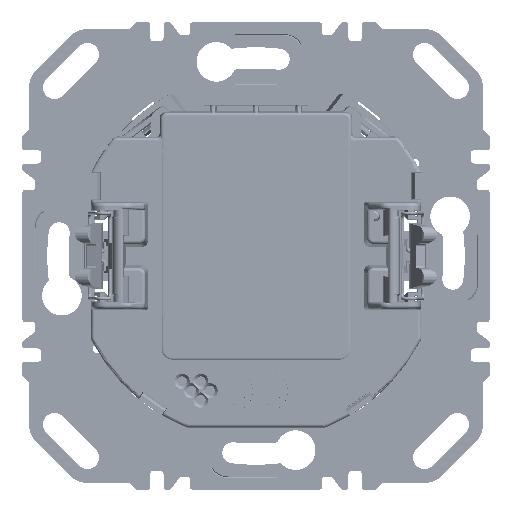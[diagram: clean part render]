
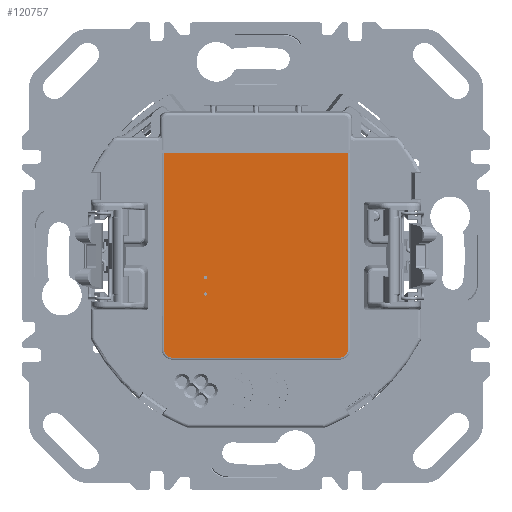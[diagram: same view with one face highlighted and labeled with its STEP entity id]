
A CAD part, front view. The second image highlights one B-rep face of the part: STEP entity #120757.
In plain terms, the highlighted face is planar.
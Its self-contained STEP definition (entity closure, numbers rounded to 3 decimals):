
#106903=DIRECTION('',(-1.,0.,0.));
#106904=VECTOR('',#106903,27.992);
#106905=CARTESIAN_POINT('',(13.996,-15.548,-1.4));
#106906=LINE('122098',#106905,#106904);
#106907=DIRECTION('',(0.,-1.,0.));
#106908=VECTOR('',#106907,29.548);
#106909=CARTESIAN_POINT('',(13.996,14.,-1.4));
#106910=LINE('122105',#106909,#106908);
#106911=CARTESIAN_POINT('',(12.6,14.,-1.4));
#106912=DIRECTION('',(0.,0.,-1.));
#106913=DIRECTION('',(0.,1.,0.));
#106914=AXIS2_PLACEMENT_3D('',#106911,#106912,#106913);
#106916=DIRECTION('',(1.,0.,0.));
#106917=VECTOR('',#106916,25.2);
#106918=CARTESIAN_POINT('',(-12.6,15.396,-1.4));
#106919=LINE('121540',#106918,#106917);
#106920=CARTESIAN_POINT('',(-12.6,14.,-1.4));
#106921=DIRECTION('',(0.,0.,-1.));
#106922=DIRECTION('',(-1.,0.,0.));
#106923=AXIS2_PLACEMENT_3D('',#106920,#106921,#106922);
#106925=DIRECTION('',(0.,1.,0.));
#106926=VECTOR('',#106925,29.548);
#106927=CARTESIAN_POINT('',(-13.996,-15.548,-1.4));
#106928=LINE('122104',#106927,#106926);
#118253=CARTESIAN_POINT('',(-13.996,14.,-1.4));
#118254=CARTESIAN_POINT('',(-12.6,15.396,-1.4));
#118255=VERTEX_POINT('',#118253);
#118256=VERTEX_POINT('',#118254);
#118257=CARTESIAN_POINT('',(12.6,15.396,-1.4));
#118258=VERTEX_POINT('',#118257);
#118259=CARTESIAN_POINT('',(13.996,14.,-1.4));
#118260=VERTEX_POINT('',#118259);
#118265=CARTESIAN_POINT('',(13.996,-15.548,-1.4));
#118266=CARTESIAN_POINT('',(-13.996,-15.548,-1.4));
#118267=VERTEX_POINT('',#118265);
#118268=VERTEX_POINT('',#118266);
#120739=CARTESIAN_POINT('',(14.6,-21.8,-1.4));
#120740=DIRECTION('',(0.,0.,-1.));
#120741=DIRECTION('',(-1.,0.,0.));
#120742=AXIS2_PLACEMENT_3D('',#120739,#120740,#120741);
#120743=PLANE('119251',#120742);
#120745=ORIENTED_EDGE('122098',*,*,#120744,.F.);
#120747=ORIENTED_EDGE('122105',*,*,#120746,.F.);
#120749=ORIENTED_EDGE('121541',*,*,#120748,.F.);
#120751=ORIENTED_EDGE('121540',*,*,#120750,.F.);
#120753=ORIENTED_EDGE('121539',*,*,#120752,.F.);
#120754=ORIENTED_EDGE('122104',*,*,#120699,.F.);
#120755=EDGE_LOOP('119251',(#120745,#120747,#120749,#120751,#120753,#120754));
#120756=FACE_OUTER_BOUND('119251',#120755,.F.);
#120757=ADVANCED_FACE('119251',(#120756),#120743,.T.);
#106915=CIRCLE('121541',#106914,1.396);
#106924=CIRCLE('121539',#106923,1.396);
#120699=EDGE_CURVE('122104',#118268,#118255,#106928,.T.);
#120744=EDGE_CURVE('122098',#118267,#118268,#106906,.T.);
#120746=EDGE_CURVE('122105',#118260,#118267,#106910,.T.);
#120748=EDGE_CURVE('121541',#118258,#118260,#106915,.T.);
#120750=EDGE_CURVE('121540',#118256,#118258,#106919,.T.);
#120752=EDGE_CURVE('121539',#118255,#118256,#106924,.T.);
